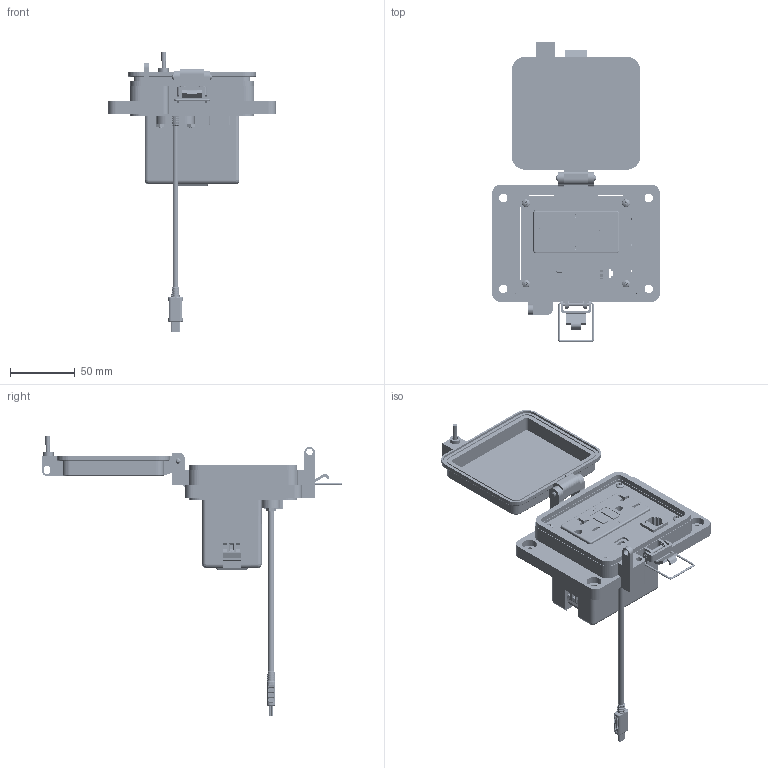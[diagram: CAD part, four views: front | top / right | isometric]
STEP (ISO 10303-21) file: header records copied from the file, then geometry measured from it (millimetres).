
FILE_DESCRIPTION (( 'STEP AP203' ), '1' );
FILE_NAME ('P-P42R2-K3RF0_3D.STEP', '2019-11-21T19:17:12', ( '' ), ( '' ), 'SwSTEP 2.0', 'SolidWorks 2019', '' );
FILE_SCHEMA (( 'CONFIG_CONTROL_DESIGN' ));
Length unit declared in the file: millimetre
Products named in the file (19): -K3; P-P42R2-K3RF0_FP060_1; Z-001-SPR_5_8; Z-002-4401_4HN_90675A005; RF; Z-000-44011_8FH_91771A116; Z-200-OTLT-RIOF_RF; Z-020-3047M; P-P42R2-K3RF0_TP240_1; R2; Z-300-RJ45CAT5; P-P42R2-K3RF0_BP180_1; P-P42R2-K3RF0_TP060_2; Z-H-K3_B; Z-000-4243316TFP; Z-200-OTLT-GFIH-1_sheared; 92005A124_METRIC PAN HEAD PHILLIPS MACHINE SCREW_92005A124; P-P42R2-K3RF0_3D; P42
Assembly tree (25 placements, depth 3):
  P-P42R2-K3RF0_3D
    P-P42R2-K3RF0_BP180_1
    P-P42R2-K3RF0_TP060_2
    Z-000-4243316TFP  x2
    P42
      Z-020-3047M
    Z-000-44011_8FH_91771A116  x2
    P-P42R2-K3RF0_TP240_1
    Z-001-SPR_5_8  x2
    Z-002-4401_4HN_90675A005  x2
    P-P42R2-K3RF0_FP060_1
    R2
      Z-300-RJ45CAT5
    RF
      Z-200-OTLT-RIOF_RF
      Z-200-OTLT-GFIH-1_sheared
    -K3
      Z-H-K3_B
    92005A124_METRIC PAN HEAD PHILLIPS MACHINE SCREW_92005A124  x4
Bounding box: 129 x 231.28 x 215.37 mm (x, y, z)
Volume: 290208.5 mm3; surface area: 180134.8 mm2
Topology: 63 solids, 63 shells, 4564 faces, 12734 edges, 8384 vertices
Faces by surface type: plane 2141, cylinder 1799, bspline 387, cone 163, torus 46, sphere 28
Entity records: 141006 total; most frequent: CARTESIAN_POINT 48868, ORIENTED_EDGE 20256, DIRECTION 16591, EDGE_CURVE 10128, VERTEX_POINT 6667, VECTOR 6407, LINE 6407, AXIS2_PLACEMENT_3D 5092
